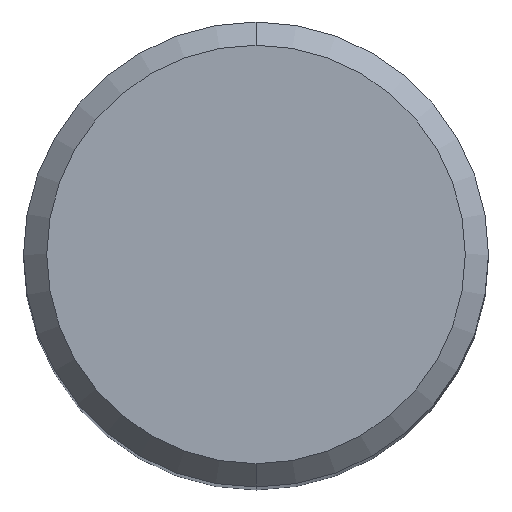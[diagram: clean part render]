
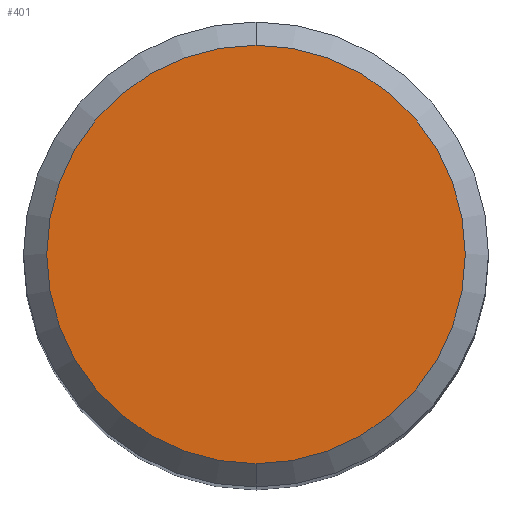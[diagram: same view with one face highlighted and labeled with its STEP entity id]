
A CAD part, top view. The second image highlights one B-rep face of the part: STEP entity #401.
In plain terms, the highlighted planar face has unit normal (0, 0, 1).
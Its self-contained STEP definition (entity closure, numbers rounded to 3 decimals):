
#269=VERTEX_POINT('',#572);
#279=EDGE_CURVE('',#269,#415,#582,.T.);
#327=EDGE_CURVE('',#415,#269,#635,.T.);
#401=ADVANCED_FACE('',(#717),#718,.T.);
#415=VERTEX_POINT('',#733);
#572=CARTESIAN_POINT('',(0.,-5.4,0.));
#582=CIRCLE('',#1053,5.4);
#635=CIRCLE('',#1202,5.4);
#717=FACE_OUTER_BOUND('',#1372,.T.);
#718=PLANE('',#1373);
#733=CARTESIAN_POINT('',(0.0,5.4,0.));
#1053=AXIS2_PLACEMENT_3D('',#1583,#1584,#1585);
#1202=AXIS2_PLACEMENT_3D('',#1647,#1648,#1649);
#1372=EDGE_LOOP('',(#1747,#1748));
#1373=AXIS2_PLACEMENT_3D('',#1749,#1750,#1751);
#1583=CARTESIAN_POINT('',(0.0,0.0,0.));
#1584=DIRECTION('',(0.0,0.0,-1.0));
#1585=DIRECTION('',(0.0,1.0,0.0));
#1647=CARTESIAN_POINT('',(0.0,0.0,0.));
#1648=DIRECTION('',(0.0,0.0,-1.0));
#1649=DIRECTION('',(0.0,1.0,0.0));
#1747=ORIENTED_EDGE('',*,*,#327,.F.);
#1748=ORIENTED_EDGE('',*,*,#279,.F.);
#1749=CARTESIAN_POINT('',(0.0,2.7,0.));
#1750=DIRECTION('',(-0.0,0.0,1.0));
#1751=DIRECTION('',(0.0,-1.0,0.0));
